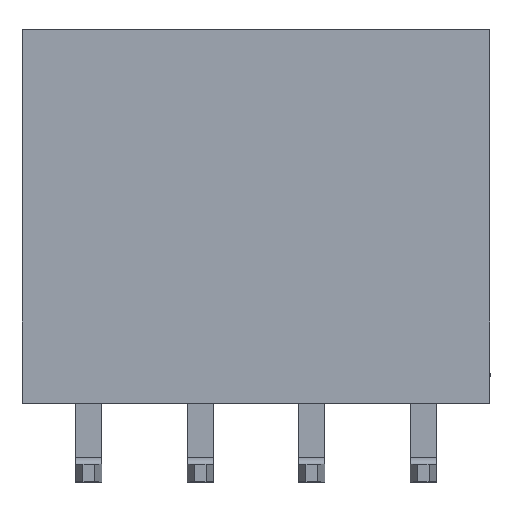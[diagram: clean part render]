
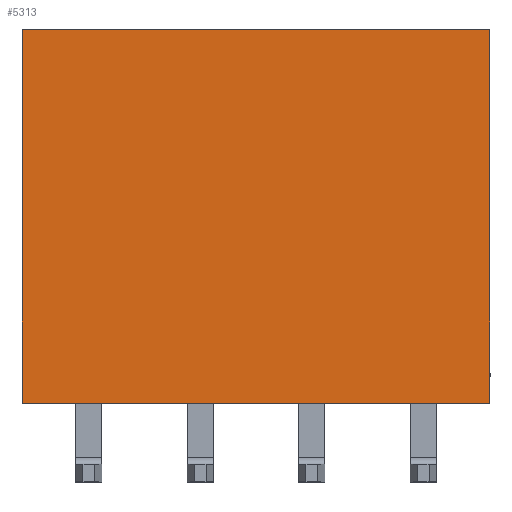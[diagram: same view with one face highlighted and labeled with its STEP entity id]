
A CAD part, top view. The second image highlights one B-rep face of the part: STEP entity #5313.
In plain terms, the highlighted planar face has unit normal (0, 0, 1).
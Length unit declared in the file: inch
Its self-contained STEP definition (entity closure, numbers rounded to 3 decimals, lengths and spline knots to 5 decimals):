
#42 = VECTOR ( 'NONE', #7625, 39.37008 ) ;
#317 = LINE ( 'NONE', #7397, #42 ) ;
#674 = DIRECTION ( 'NONE',  ( 1., 0., 0. ) ) ;
#796 = AXIS2_PLACEMENT_3D ( 'NONE', #8811, #5212, #674 ) ;
#961 = ORIENTED_EDGE ( 'NONE', *, *, #9481, .T. ) ;
#1130 = EDGE_CURVE ( 'NONE', #3990, #7302, #317, .T. ) ;
#1228 = ORIENTED_EDGE ( 'NONE', *, *, #1130, .F. ) ;
#1313 = VERTEX_POINT ( 'NONE', #6670 ) ;
#1383 = CARTESIAN_POINT ( 'NONE',  ( 0., 0.33465, 0. ) ) ;
#1480 = CARTESIAN_POINT ( 'NONE',  ( 0., -0.00669, 0. ) ) ;
#1654 = EDGE_CURVE ( 'NONE', #1313, #8306, #5875, .T. ) ;
#1714 = LINE ( 'NONE', #1725, #3506 ) ;
#1725 = CARTESIAN_POINT ( 'NONE',  ( -3.63239, 0.33465, 0. ) ) ;
#1875 = DIRECTION ( 'NONE',  ( 0., 1., 0. ) ) ;
#2194 = EDGE_CURVE ( 'NONE', #8306, #3990, #1714, .T. ) ;
#2518 = DIRECTION ( 'NONE',  ( 1., 0., 0. ) ) ;
#3005 = CARTESIAN_POINT ( 'NONE',  ( -3.63239, 0., 0. ) ) ;
#3506 = VECTOR ( 'NONE', #2518, 39.37008 ) ;
#3627 = LINE ( 'NONE', #3005, #9155 ) ;
#3751 = PLANE ( 'NONE',  #796 ) ;
#3990 = VERTEX_POINT ( 'NONE', #4358 ) ;
#4075 = ORIENTED_EDGE ( 'NONE', *, *, #2194, .F. ) ;
#4358 = CARTESIAN_POINT ( 'NONE',  ( 0.41969, 0.33465, 0. ) ) ;
#5212 = DIRECTION ( 'NONE',  ( 0., 0., 1. ) ) ;
#5313 = ADVANCED_FACE ( 'NONE', ( #9308 ), #3751, .T. ) ;
#5655 = VECTOR ( 'NONE', #1875, 39.37008 ) ;
#5875 = LINE ( 'NONE', #1480, #5655 ) ;
#6670 = CARTESIAN_POINT ( 'NONE',  ( 0., 0., 0. ) ) ;
#7302 = VERTEX_POINT ( 'NONE', #9528 ) ;
#7331 = DIRECTION ( 'NONE',  ( 1., 0., 0. ) ) ;
#7397 = CARTESIAN_POINT ( 'NONE',  ( 0.41969, 0., 0. ) ) ;
#7625 = DIRECTION ( 'NONE',  ( 0., -1., 0. ) ) ;
#8019 = EDGE_LOOP ( 'NONE', ( #4075, #8375, #961, #1228 ) ) ;
#8306 = VERTEX_POINT ( 'NONE', #1383 ) ;
#8375 = ORIENTED_EDGE ( 'NONE', *, *, #1654, .F. ) ;
#8811 = CARTESIAN_POINT ( 'NONE',  ( -3.63239, -0.00669, 0. ) ) ;
#9155 = VECTOR ( 'NONE', #7331, 39.37008 ) ;
#9308 = FACE_OUTER_BOUND ( 'NONE', #8019, .T. ) ;
#9481 = EDGE_CURVE ( 'NONE', #1313, #7302, #3627, .T. ) ;
#9528 = CARTESIAN_POINT ( 'NONE',  ( 0.41969, 0., 0. ) ) ;
